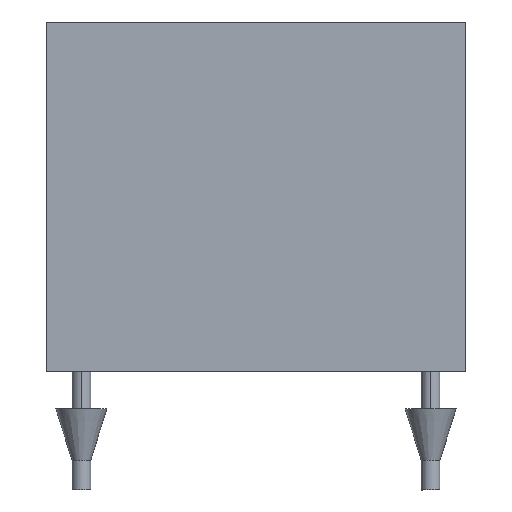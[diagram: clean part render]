
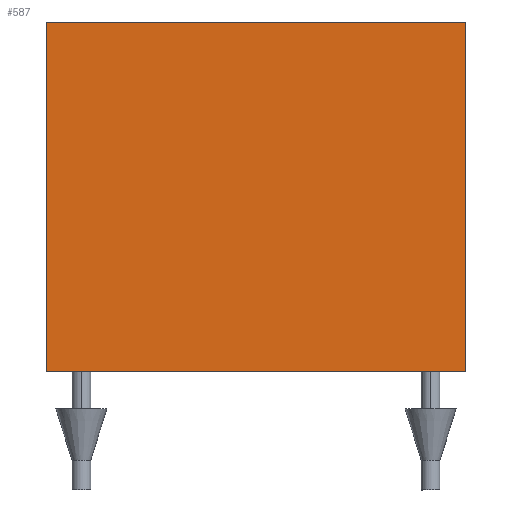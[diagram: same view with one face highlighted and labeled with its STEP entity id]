
A CAD part, left-side view. The second image highlights one B-rep face of the part: STEP entity #587.
In plain terms, the highlighted planar face has unit normal (-1, 0, 0).
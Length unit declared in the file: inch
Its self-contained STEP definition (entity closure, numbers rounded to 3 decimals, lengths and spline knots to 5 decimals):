
#1 = VECTOR ( 'NONE', #210, 39.37008 ) ;
#10 = ORIENTED_EDGE ( 'NONE', *, *, #126, .T. ) ;
#24 = EDGE_LOOP ( 'NONE', ( #418, #10, #458, #422 ) ) ;
#48 = AXIS2_PLACEMENT_3D ( 'NONE', #535, #397, #294 ) ;
#98 = PLANE ( 'NONE',  #48 ) ;
#100 = EDGE_CURVE ( 'NONE', #263, #169, #238, .T. ) ;
#107 = CARTESIAN_POINT ( 'NONE',  ( -0.1378, 0.35433, 0.09843 ) ) ;
#111 = LINE ( 'NONE', #107, #1 ) ;
#126 = EDGE_CURVE ( 'NONE', #436, #169, #203, .T. ) ;
#148 = EDGE_CURVE ( 'NONE', #328, #263, #304, .T. ) ;
#169 = VERTEX_POINT ( 'NONE', #548 ) ;
#178 = EDGE_CURVE ( 'NONE', #436, #328, #111, .T. ) ;
#203 = LINE ( 'NONE', #542, #465 ) ;
#210 = DIRECTION ( 'NONE',  ( 0., 0., 1. ) ) ;
#238 = LINE ( 'NONE', #425, #301 ) ;
#248 = CARTESIAN_POINT ( 'NONE',  ( -0.1378, -0.35433, 0.59055 ) ) ;
#262 = CARTESIAN_POINT ( 'NONE',  ( -0.1378, -0.35433, 0.59055 ) ) ;
#263 = VERTEX_POINT ( 'NONE', #262 ) ;
#294 = DIRECTION ( 'NONE',  ( 0., 0., 1. ) ) ;
#301 = VECTOR ( 'NONE', #433, 39.37008 ) ;
#304 = LINE ( 'NONE', #248, #371 ) ;
#328 = VERTEX_POINT ( 'NONE', #367 ) ;
#367 = CARTESIAN_POINT ( 'NONE',  ( -0.1378, 0.35433, 0.59055 ) ) ;
#371 = VECTOR ( 'NONE', #594, 39.37008 ) ;
#397 = DIRECTION ( 'NONE',  ( 1., 0., 0. ) ) ;
#418 = ORIENTED_EDGE ( 'NONE', *, *, #178, .F. ) ;
#422 = ORIENTED_EDGE ( 'NONE', *, *, #148, .F. ) ;
#425 = CARTESIAN_POINT ( 'NONE',  ( -0.1378, -0.35433, 0. ) ) ;
#433 = DIRECTION ( 'NONE',  ( 0., 0., -1. ) ) ;
#436 = VERTEX_POINT ( 'NONE', #630 ) ;
#451 = FACE_OUTER_BOUND ( 'NONE', #24, .T. ) ;
#457 = DIRECTION ( 'NONE',  ( 0., -1., 0. ) ) ;
#458 = ORIENTED_EDGE ( 'NONE', *, *, #100, .F. ) ;
#465 = VECTOR ( 'NONE', #457, 39.37008 ) ;
#535 = CARTESIAN_POINT ( 'NONE',  ( -0.1378, 0.35433, 0. ) ) ;
#542 = CARTESIAN_POINT ( 'NONE',  ( -0.1378, 0., 0. ) ) ;
#548 = CARTESIAN_POINT ( 'NONE',  ( -0.1378, -0.35433, 0. ) ) ;
#587 = ADVANCED_FACE ( 'NONE', ( #451 ), #98, .F. ) ;
#594 = DIRECTION ( 'NONE',  ( 0., -1., 0. ) ) ;
#630 = CARTESIAN_POINT ( 'NONE',  ( -0.1378, 0.35433, 0. ) ) ;
